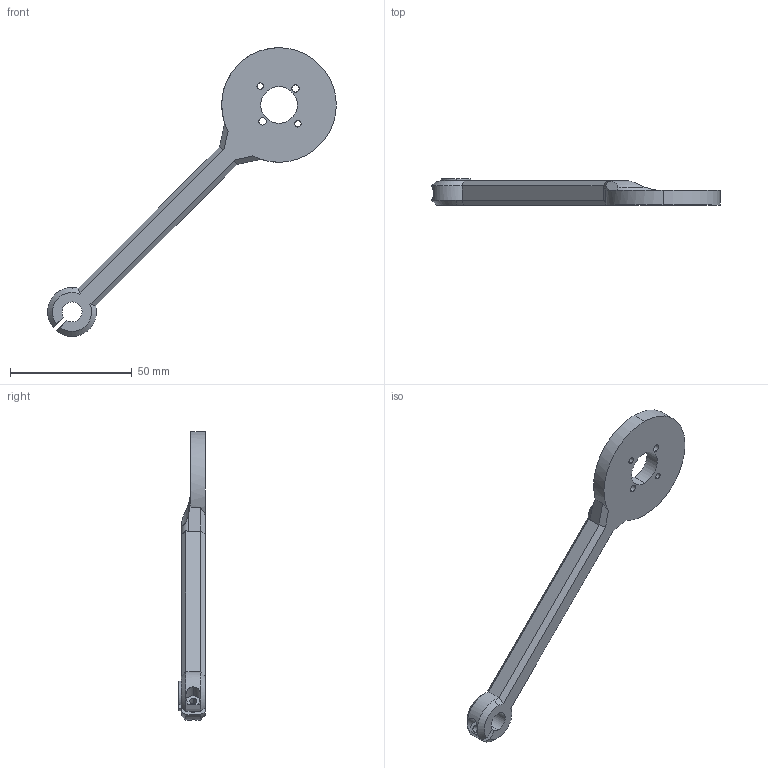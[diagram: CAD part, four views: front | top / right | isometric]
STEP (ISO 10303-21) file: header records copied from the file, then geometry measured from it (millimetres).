
FILE_DESCRIPTION (( 'STEP AP214' ), '1' );
FILE_NAME ('pendulum_arm.STEP', '2020-05-24T09:52:25', ( '' ), ( '' ), 'SwSTEP 2.0', 'SolidWorks 2016', '' );
FILE_SCHEMA (( 'AUTOMOTIVE_DESIGN' ));
Length unit declared in the file: millimetre
Products named in the file (2): pendulum_arm
Bounding box: 118.35 x 11 x 118.35 mm (x, y, z)
Volume: 19748.4 mm3; surface area: 9000.7 mm2
Topology: 1 solids, 1 shells, 64 faces, 174 edges, 113 vertices
Faces by surface type: cylinder 37, plane 19, cone 7, torus 1
Entity records: 2271 total; most frequent: CARTESIAN_POINT 585, ORIENTED_EDGE 348, DIRECTION 344, EDGE_CURVE 174, AXIS2_PLACEMENT_3D 138, VERTEX_POINT 113, EDGE_LOOP 79, CIRCLE 72
